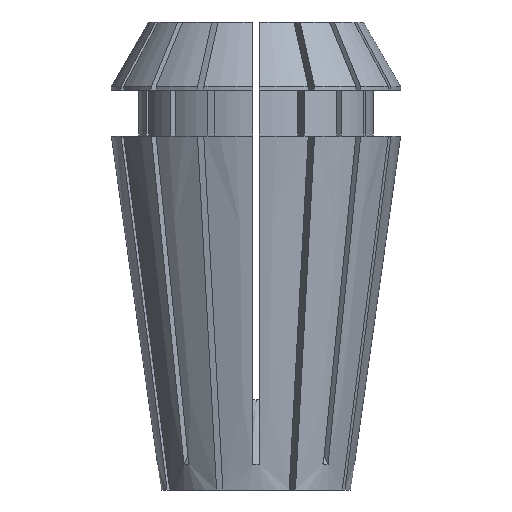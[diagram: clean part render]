
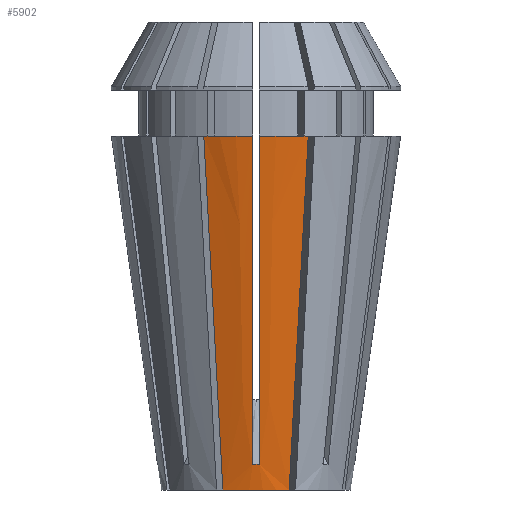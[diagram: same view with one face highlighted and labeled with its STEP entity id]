
A CAD part, left-side view. The second image highlights one B-rep face of the part: STEP entity #5902.
In plain terms, the highlighted conical face has half-angle 8 degrees and reference radius 5.577 mm.
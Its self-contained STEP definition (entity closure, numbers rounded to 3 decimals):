
#19 = EDGE_CURVE ( 'NONE', #1998, #6548, #2949, .T. ) ;
#41 = ORIENTED_EDGE ( 'NONE', *, *, #2289, .F. ) ;
#53 = CARTESIAN_POINT ( 'NONE',  ( 0., 0., 20.8 ) ) ;
#76 = CARTESIAN_POINT ( 'NONE',  ( -6.721, -0.2, 8.164 ) ) ;
#120 = DIRECTION ( 'NONE',  ( 0., 0., -1. ) ) ;
#184 = CARTESIAN_POINT ( 'NONE',  ( -8.498, 0.2, 20.8 ) ) ;
#201 = CARTESIAN_POINT ( 'NONE',  ( -7.19, 0.2, 11.493 ) ) ;
#210 = CIRCLE ( 'NONE', #4295, 5.577 ) ;
#346 = VERTEX_POINT ( 'NONE', #5958 ) ;
#453 = CARTESIAN_POINT ( 'NONE',  ( -7.626, -0.2, 14.596 ) ) ;
#611 = DIRECTION ( 'NONE',  ( 1., 0., 0. ) ) ;
#638 = CARTESIAN_POINT ( 'NONE',  ( -5.785, 0.2, 1.504 ) ) ;
#755 = CARTESIAN_POINT ( 'NONE',  ( -8.498, 0.2, 20.8 ) ) ;
#1173 = CARTESIAN_POINT ( 'NONE',  ( -6.721, 0.2, 8.164 ) ) ;
#1248 = CARTESIAN_POINT ( 'NONE',  ( -5.747, 2.164, 4.015 ) ) ;
#1424 = VERTEX_POINT ( 'NONE', #4354 ) ;
#1537 = CARTESIAN_POINT ( 'NONE',  ( -8.498, -0.2, 20.8 ) ) ;
#1540 = DIRECTION ( 'NONE',  ( -1., 0., 0. ) ) ;
#1580 = ORIENTED_EDGE ( 'NONE', *, *, #6162, .F. ) ;
#1603 = CARTESIAN_POINT ( 'NONE',  ( -5.785, 0.2, 1.504 ) ) ;
#1767 = CARTESIAN_POINT ( 'NONE',  ( -6.648, 2.537, 10.948 ) ) ;
#1988 = ORIENTED_EDGE ( 'NONE', *, *, #6534, .F. ) ;
#1998 = VERTEX_POINT ( 'NONE', #2619 ) ;
#2115 = CARTESIAN_POINT ( 'NONE',  ( -6.253, -0.2, 4.834 ) ) ;
#2126 = DIRECTION ( 'NONE',  ( 0., 0., -1. ) ) ;
#2193 = EDGE_CURVE ( 'NONE', #6548, #4033, #5128, .T. ) ;
#2289 = EDGE_CURVE ( 'NONE', #1998, #5079, #3139, .T. ) ;
#2311 = DIRECTION ( 'NONE',  ( -1., 0., 0. ) ) ;
#2369 = CARTESIAN_POINT ( 'NONE',  ( -7.288, 2.802, 15.874 ) ) ;
#2373 = CARTESIAN_POINT ( 'NONE',  ( -5.487, -2.056, 2.007 ) ) ;
#2408 = CARTESIAN_POINT ( 'NONE',  ( -5.487, 2.056, 2.007 ) ) ;
#2431 = CARTESIAN_POINT ( 'NONE',  ( -5.226, 1.948, 0. ) ) ;
#2457 = CARTESIAN_POINT ( 'NONE',  ( -5.226, -1.948, 0. ) ) ;
#2619 = CARTESIAN_POINT ( 'NONE',  ( -7.928, -3.067, 20.8 ) ) ;
#2673 = CARTESIAN_POINT ( 'NONE',  ( -5.226, -1.948, 0. ) ) ;
#2685 = B_SPLINE_CURVE_WITH_KNOTS ( 'NONE', 3,
 ( #1603, #3636, #3149, #5138 ),
 .UNSPECIFIED., .F., .F.,
 ( 4, 4 ),
 ( 0., 0. ),
 .UNSPECIFIED. ) ;
#2949 = CIRCLE ( 'NONE', #4199, 8.5 ) ;
#3139 = B_SPLINE_CURVE_WITH_KNOTS ( 'NONE', 3,
 ( #3422, #5008, #6500, #4931, #6022, #2373, #2457 ),
 .UNSPECIFIED., .F., .F.,
 ( 4, 3, 4 ),
 ( 0., 0.015, 0.021 ),
 .UNSPECIFIED. ) ;
#3149 = CARTESIAN_POINT ( 'NONE',  ( -5.789, -0.067, 1.499 ) ) ;
#3228 = B_SPLINE_CURVE_WITH_KNOTS ( 'NONE', 3,
 ( #5412, #2369, #1767, #5481, #1248, #2408, #2431 ),
 .UNSPECIFIED., .F., .F.,
 ( 4, 3, 4 ),
 ( 0., 0.015, 0.021 ),
 .UNSPECIFIED. ) ;
#3266 = VERTEX_POINT ( 'NONE', #3431 ) ;
#3334 = EDGE_CURVE ( 'NONE', #5228, #3266, #3857, .T. ) ;
#3422 = CARTESIAN_POINT ( 'NONE',  ( -7.928, -3.067, 20.8 ) ) ;
#3431 = CARTESIAN_POINT ( 'NONE',  ( -7.928, 3.067, 20.8 ) ) ;
#3445 = CONICAL_SURFACE ( 'NONE', #4509, 5.577, 0.14 ) ;
#3568 = CARTESIAN_POINT ( 'NONE',  ( -5.785, -0.2, 1.504 ) ) ;
#3636 = CARTESIAN_POINT ( 'NONE',  ( -5.789, 0.067, 1.499 ) ) ;
#3652 = CARTESIAN_POINT ( 'NONE',  ( 0., 0., 20.8 ) ) ;
#3662 = CARTESIAN_POINT ( 'NONE',  ( -5.785, -0.2, 1.504 ) ) ;
#3850 = ORIENTED_EDGE ( 'NONE', *, *, #3334, .T. ) ;
#3857 = CIRCLE ( 'NONE', #4840, 8.5 ) ;
#4033 = VERTEX_POINT ( 'NONE', #3568 ) ;
#4041 = CARTESIAN_POINT ( 'NONE',  ( -7.19, -0.2, 11.493 ) ) ;
#4177 = ORIENTED_EDGE ( 'NONE', *, *, #2193, .T. ) ;
#4199 = AXIS2_PLACEMENT_3D ( 'NONE', #3652, #2126, #6180 ) ;
#4295 = AXIS2_PLACEMENT_3D ( 'NONE', #5354, #5395, #2311 ) ;
#4354 = CARTESIAN_POINT ( 'NONE',  ( -5.226, 1.948, 0. ) ) ;
#4509 = AXIS2_PLACEMENT_3D ( 'NONE', #4635, #5685, #611 ) ;
#4635 = CARTESIAN_POINT ( 'NONE',  ( 0., 0., 0. ) ) ;
#4637 = EDGE_LOOP ( 'NONE', ( #3850, #5764, #5900, #41, #5160, #4177, #1988, #1580 ) ) ;
#4674 = B_SPLINE_CURVE_WITH_KNOTS ( 'NONE', 3,
 ( #184, #4726, #4750, #201, #1173, #5753, #638 ),
 .UNSPECIFIED., .F., .F.,
 ( 4, 3, 4 ),
 ( 0.033, 0.043, 0.053 ),
 .UNSPECIFIED. ) ;
#4726 = CARTESIAN_POINT ( 'NONE',  ( -8.062, 0.2, 17.698 ) ) ;
#4750 = CARTESIAN_POINT ( 'NONE',  ( -7.626, 0.2, 14.596 ) ) ;
#4840 = AXIS2_PLACEMENT_3D ( 'NONE', #53, #120, #1540 ) ;
#4931 = CARTESIAN_POINT ( 'NONE',  ( -6.008, -2.272, 6.022 ) ) ;
#5008 = CARTESIAN_POINT ( 'NONE',  ( -7.288, -2.802, 15.874 ) ) ;
#5079 = VERTEX_POINT ( 'NONE', #2673 ) ;
#5096 = CARTESIAN_POINT ( 'NONE',  ( -8.498, -0.2, 20.8 ) ) ;
#5111 = EDGE_CURVE ( 'NONE', #5079, #1424, #210, .T. ) ;
#5128 = B_SPLINE_CURVE_WITH_KNOTS ( 'NONE', 3,
 ( #5096, #5552, #453, #4041, #76, #2115, #3662 ),
 .UNSPECIFIED., .F., .F.,
 ( 4, 3, 4 ),
 ( 0.033, 0.043, 0.053 ),
 .UNSPECIFIED. ) ;
#5138 = CARTESIAN_POINT ( 'NONE',  ( -5.785, -0.2, 1.504 ) ) ;
#5160 = ORIENTED_EDGE ( 'NONE', *, *, #19, .T. ) ;
#5228 = VERTEX_POINT ( 'NONE', #755 ) ;
#5354 = CARTESIAN_POINT ( 'NONE',  ( 0., 0., 0. ) ) ;
#5395 = DIRECTION ( 'NONE',  ( 0., 0., -1. ) ) ;
#5412 = CARTESIAN_POINT ( 'NONE',  ( -7.928, 3.067, 20.8 ) ) ;
#5425 = FACE_OUTER_BOUND ( 'NONE', #4637, .T. ) ;
#5481 = CARTESIAN_POINT ( 'NONE',  ( -6.008, 2.272, 6.022 ) ) ;
#5552 = CARTESIAN_POINT ( 'NONE',  ( -8.062, -0.2, 17.698 ) ) ;
#5603 = EDGE_CURVE ( 'NONE', #3266, #1424, #3228, .T. ) ;
#5685 = DIRECTION ( 'NONE',  ( 0., 0., 1. ) ) ;
#5753 = CARTESIAN_POINT ( 'NONE',  ( -6.253, 0.2, 4.834 ) ) ;
#5764 = ORIENTED_EDGE ( 'NONE', *, *, #5603, .T. ) ;
#5900 = ORIENTED_EDGE ( 'NONE', *, *, #5111, .F. ) ;
#5902 = ADVANCED_FACE ( 'NONE', ( #5425 ), #3445, .T. ) ;
#5958 = CARTESIAN_POINT ( 'NONE',  ( -5.785, 0.2, 1.504 ) ) ;
#6022 = CARTESIAN_POINT ( 'NONE',  ( -5.747, -2.164, 4.015 ) ) ;
#6162 = EDGE_CURVE ( 'NONE', #5228, #346, #4674, .T. ) ;
#6180 = DIRECTION ( 'NONE',  ( -1., 0., 0. ) ) ;
#6500 = CARTESIAN_POINT ( 'NONE',  ( -6.648, -2.537, 10.948 ) ) ;
#6534 = EDGE_CURVE ( 'NONE', #346, #4033, #2685, .T. ) ;
#6548 = VERTEX_POINT ( 'NONE', #1537 ) ;
